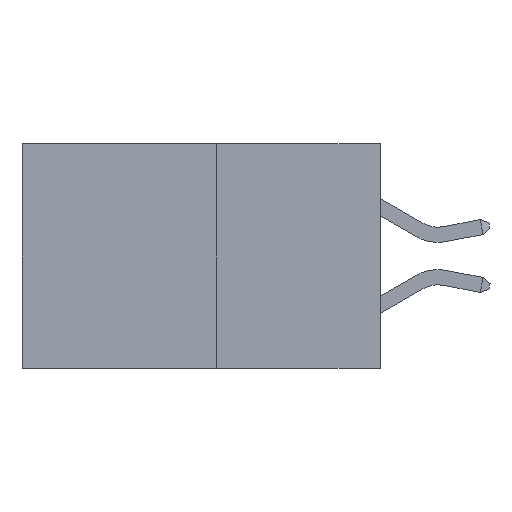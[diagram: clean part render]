
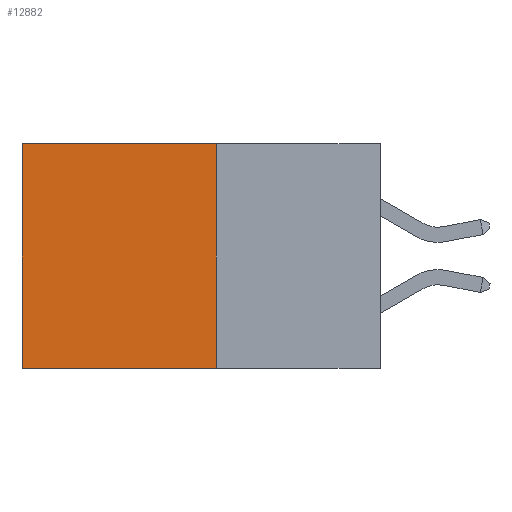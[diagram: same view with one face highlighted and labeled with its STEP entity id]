
A CAD part, left-side view. The second image highlights one B-rep face of the part: STEP entity #12882.
In plain terms, the highlighted planar face has unit normal (-1, 0, 0).
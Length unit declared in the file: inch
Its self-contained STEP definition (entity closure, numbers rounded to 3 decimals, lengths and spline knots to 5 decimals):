
#622 = DIRECTION ( 'NONE',  ( 0., 0., -1. ) ) ;
#650 = CARTESIAN_POINT ( 'NONE',  ( 0.277, 0.27, -0.37 ) ) ;
#959 = VERTEX_POINT ( 'NONE', #8212 ) ;
#1199 = CARTESIAN_POINT ( 'NONE',  ( 0.277, 0.27, 0. ) ) ;
#1496 = VERTEX_POINT ( 'NONE', #9361 ) ;
#1747 = EDGE_CURVE ( 'NONE', #13030, #959, #7932, .T. ) ;
#1898 = DIRECTION ( 'NONE',  ( 0., 0., -1. ) ) ;
#2124 = CARTESIAN_POINT ( 'NONE',  ( 0.277, 0.27, -0.37 ) ) ;
#2452 = EDGE_LOOP ( 'NONE', ( #13171, #19941, #14169, #22128 ) ) ;
#3397 = VECTOR ( 'NONE', #12936, 39.37008 ) ;
#3928 = DIRECTION ( 'NONE',  ( 1., 0., 0. ) ) ;
#4054 = CARTESIAN_POINT ( 'NONE',  ( 0.277, 0.59, -0.37 ) ) ;
#7175 = VECTOR ( 'NONE', #1898, 39.37008 ) ;
#7932 = LINE ( 'NONE', #650, #12544 ) ;
#8212 = CARTESIAN_POINT ( 'NONE',  ( 0.277, 0.27, -0.37 ) ) ;
#8988 = CARTESIAN_POINT ( 'NONE',  ( 0.277, 0.59, -0.37 ) ) ;
#9087 = EDGE_CURVE ( 'NONE', #1496, #21937, #11824, .T. ) ;
#9361 = CARTESIAN_POINT ( 'NONE',  ( 0.277, 0.59, 0. ) ) ;
#11824 = LINE ( 'NONE', #8988, #7175 ) ;
#12544 = VECTOR ( 'NONE', #622, 39.37008 ) ;
#12709 = LINE ( 'NONE', #1199, #16730 ) ;
#12759 = FACE_OUTER_BOUND ( 'NONE', #2452, .T. ) ;
#12882 = ADVANCED_FACE ( 'NONE', ( #12759 ), #14450, .F. ) ;
#12936 = DIRECTION ( 'NONE',  ( 0., 1., 0. ) ) ;
#13030 = VERTEX_POINT ( 'NONE', #16507 ) ;
#13171 = ORIENTED_EDGE ( 'NONE', *, *, #9087, .T. ) ;
#14169 = ORIENTED_EDGE ( 'NONE', *, *, #1747, .F. ) ;
#14450 = PLANE ( 'NONE',  #18039 ) ;
#15862 = EDGE_CURVE ( 'NONE', #959, #21937, #21905, .T. ) ;
#16136 = DIRECTION ( 'NONE',  ( 0., 0., -1. ) ) ;
#16507 = CARTESIAN_POINT ( 'NONE',  ( 0.277, 0.27, 0. ) ) ;
#16730 = VECTOR ( 'NONE', #17288, 39.37008 ) ;
#17288 = DIRECTION ( 'NONE',  ( 0., 1., 0. ) ) ;
#18039 = AXIS2_PLACEMENT_3D ( 'NONE', #2124, #3928, #16136 ) ;
#19941 = ORIENTED_EDGE ( 'NONE', *, *, #15862, .F. ) ;
#21526 = CARTESIAN_POINT ( 'NONE',  ( 0.277, 0.27, -0.37 ) ) ;
#21905 = LINE ( 'NONE', #21526, #3397 ) ;
#21937 = VERTEX_POINT ( 'NONE', #4054 ) ;
#22128 = ORIENTED_EDGE ( 'NONE', *, *, #22210, .T. ) ;
#22210 = EDGE_CURVE ( 'NONE', #13030, #1496, #12709, .T. ) ;
